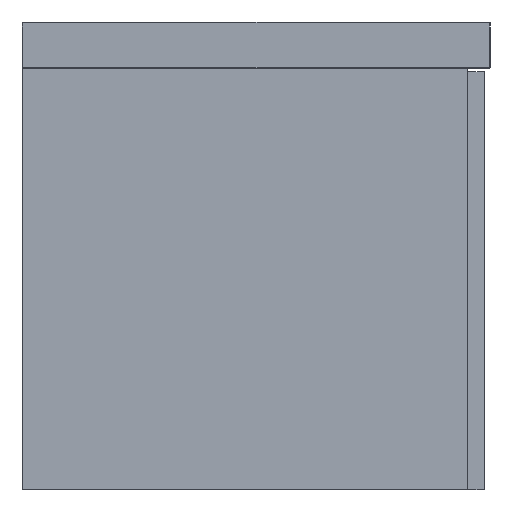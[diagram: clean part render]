
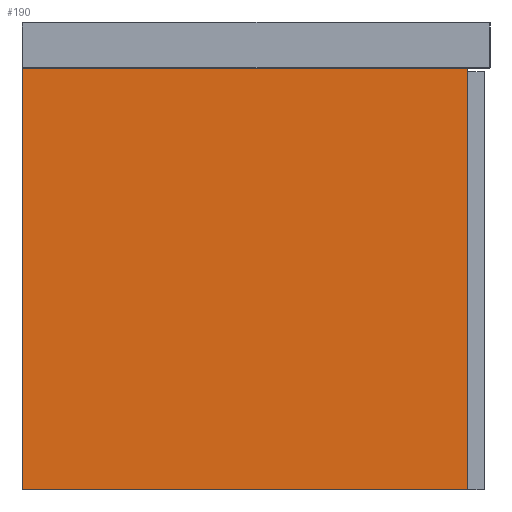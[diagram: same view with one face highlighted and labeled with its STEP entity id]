
A CAD part, left-side view. The second image highlights one B-rep face of the part: STEP entity #190.
In plain terms, the highlighted planar face has unit normal (-1, 0, 0).
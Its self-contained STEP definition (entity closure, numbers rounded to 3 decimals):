
#190=ADVANCED_FACE('',(#259),#1021,.T.);
#259=FACE_OUTER_BOUND('',#329,.T.);
#329=EDGE_LOOP('',(#478,#479,#480,#481));
#478=ORIENTED_EDGE('',*,*,#708,.F.);
#479=ORIENTED_EDGE('',*,*,#709,.F.);
#480=ORIENTED_EDGE('',*,*,#705,.F.);
#481=ORIENTED_EDGE('',*,*,#707,.F.);
#705=EDGE_CURVE('',#946,#947,#844,.T.);
#707=EDGE_CURVE('',#948,#946,#846,.T.);
#708=EDGE_CURVE('',#949,#948,#847,.T.);
#709=EDGE_CURVE('',#947,#949,#848,.T.);
#844=B_SPLINE_CURVE_WITH_KNOTS('',1,(#1598,#1599),.UNSPECIFIED.,.F.,.F.,
(2,2),(0.,476.),.UNSPECIFIED.);
#846=B_SPLINE_CURVE_WITH_KNOTS('',1,(#1602,#1603),.UNSPECIFIED.,.F.,.F.,
(2,2),(-450.,0.),.UNSPECIFIED.);
#847=B_SPLINE_CURVE_WITH_KNOTS('',1,(#1604,#1605),.UNSPECIFIED.,.F.,.F.,
(2,2),(-476.,0.),.UNSPECIFIED.);
#848=B_SPLINE_CURVE_WITH_KNOTS('',1,(#1606,#1607),.UNSPECIFIED.,.F.,.F.,
(2,2),(-450.,0.),.UNSPECIFIED.);
#946=VERTEX_POINT('',#1584);
#947=VERTEX_POINT('',#1585);
#948=VERTEX_POINT('',#1586);
#949=VERTEX_POINT('',#1587);
#1021=PLANE('',#1262);
#1262=AXIS2_PLACEMENT_3D('',#1576,#1355,$);
#1355=DIRECTION('',(-1.,0.,0.));
#1576=CARTESIAN_POINT('',(-296.5,-270.,-47.6));
#1584=CARTESIAN_POINT('',(-296.5,225.,0.));
#1585=CARTESIAN_POINT('',(-296.5,225.,476.));
#1586=CARTESIAN_POINT('',(-296.5,-225.,0.));
#1587=CARTESIAN_POINT('',(-296.5,-225.,476.));
#1598=CARTESIAN_POINT('',(-296.5,225.,0.));
#1599=CARTESIAN_POINT('',(-296.5,225.,476.));
#1602=CARTESIAN_POINT('',(-296.5,-225.,0.));
#1603=CARTESIAN_POINT('',(-296.5,225.,0.));
#1604=CARTESIAN_POINT('',(-296.5,-225.,476.));
#1605=CARTESIAN_POINT('',(-296.5,-225.,0.));
#1606=CARTESIAN_POINT('',(-296.5,225.,476.));
#1607=CARTESIAN_POINT('',(-296.5,-225.,476.));
